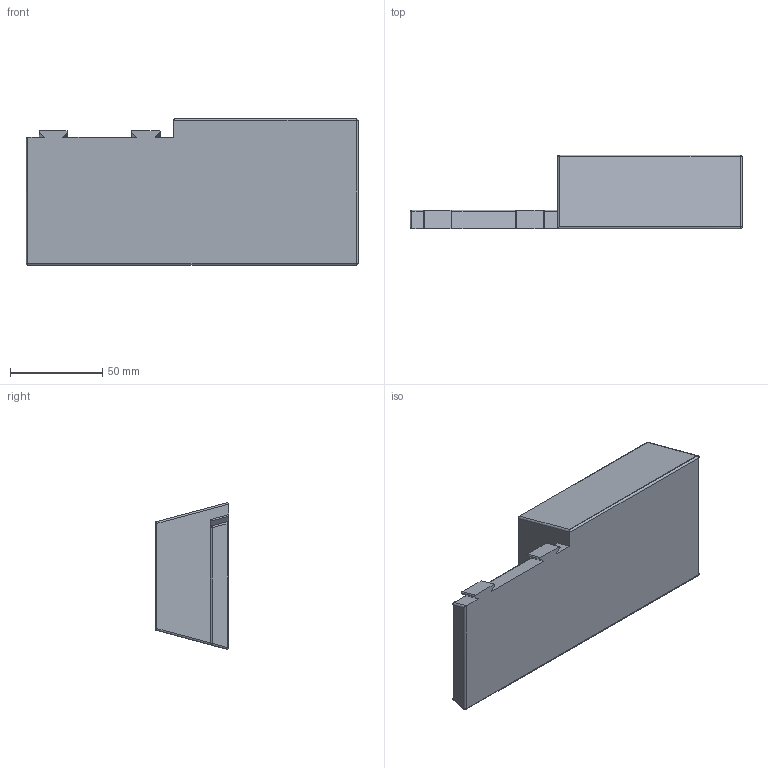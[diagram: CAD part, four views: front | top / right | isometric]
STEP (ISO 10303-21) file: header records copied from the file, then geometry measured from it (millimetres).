
FILE_DESCRIPTION (( 'STEP AP214' ), '1' );
FILE_NAME ('base.STEP', '2024-12-14T01:28:13', ( '' ), ( '' ), 'SwSTEP 2.0', 'SolidWorks 2023', '' );
FILE_SCHEMA (( 'AUTOMOTIVE_DESIGN' ));
Length unit declared in the file: millimetre
Products named in the file (1): base
Bounding box: 180 x 40 x 79.39 mm (x, y, z)
Volume: 150029.2 mm3; surface area: 51819.5 mm2
Topology: 1 solids, 1 shells, 80 faces, 193 edges, 103 vertices
Faces by surface type: cylinder 38, plane 22, sphere 16, bspline 4
Entity records: 2289 total; most frequent: CARTESIAN_POINT 553, DIRECTION 367, ORIENTED_EDGE 358, EDGE_CURVE 179, AXIS2_PLACEMENT_3D 136, VERTEX_POINT 102, VECTOR 95, LINE 95
